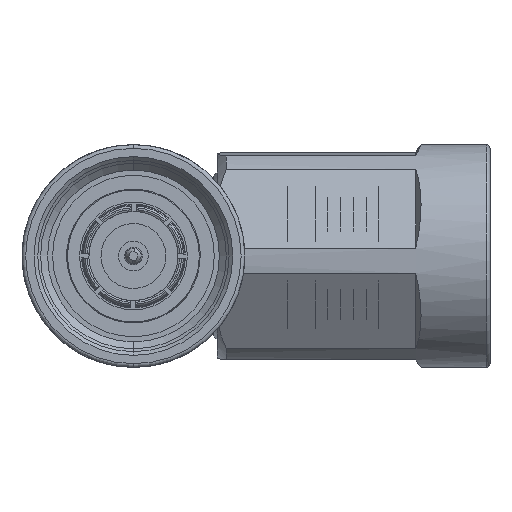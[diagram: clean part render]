
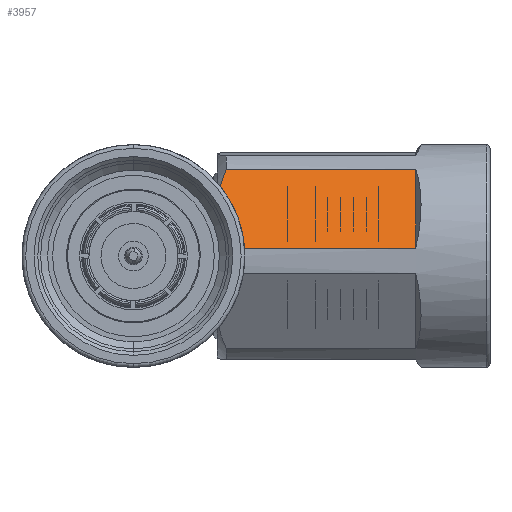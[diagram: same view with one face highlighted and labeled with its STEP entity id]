
A CAD part, left-side view. The second image highlights one B-rep face of the part: STEP entity #3957.
In plain terms, the highlighted face is planar.
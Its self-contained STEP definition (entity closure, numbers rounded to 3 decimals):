
#516 = CARTESIAN_POINT ( 'NONE',  ( 10.127, -4.235, -3.775 ) ) ;
#710 = CARTESIAN_POINT ( 'NONE',  ( 9.8, -3.77, -4.668 ) ) ;
#745 = B_SPLINE_CURVE_WITH_KNOTS ( 'NONE', 3,
 ( #5685, #9587, #11505, #8411, #516, #6537, #7541, #10711, #4451, #10581, #7471 ),
 .UNSPECIFIED., .F., .F.,
 ( 4, 1, 1, 1, 2, 2, 4 ),
 ( 0., 0.25, 0.375, 0.438, 0.469, 0.5, 1. ),
 .UNSPECIFIED. ) ;
#1068 = LINE ( 'NONE', #8227, #6545 ) ;
#1158 = CARTESIAN_POINT ( 'NONE',  ( 10.235, -5.275, -1.779 ) ) ;
#1163 = DIRECTION ( 'NONE',  ( 1., 0., 0. ) ) ;
#1355 = VECTOR ( 'NONE', #4008, 1000. ) ;
#1374 = AXIS2_PLACEMENT_3D ( 'NONE', #4168, #6072, #1163 ) ;
#1527 = EDGE_CURVE ( 'NONE', #3614, #2128, #1068, .T. ) ;
#1722 = CARTESIAN_POINT ( 'NONE',  ( -0.4, -9.499, 6.327 ) ) ;
#1847 = CARTESIAN_POINT ( 'NONE',  ( 9.8, -5.986, -0.415 ) ) ;
#2128 = VERTEX_POINT ( 'NONE', #710 ) ;
#2339 = DIRECTION ( 'NONE',  ( 1., 0., 0. ) ) ;
#2531 = ORIENTED_EDGE ( 'NONE', *, *, #12730, .T. ) ;
#2964 = CARTESIAN_POINT ( 'NONE',  ( -4.4, -5.986, -0.415 ) ) ;
#3022 = LINE ( 'NONE', #2964, #1355 ) ;
#3172 = CARTESIAN_POINT ( 'NONE',  ( 10.3, -4.878, -2.542 ) ) ;
#3297 = CARTESIAN_POINT ( 'NONE',  ( 10.188, -5.394, -1.551 ) ) ;
#3495 = CARTESIAN_POINT ( 'NONE',  ( 10.084, -5.617, -1.123 ) ) ;
#3614 = VERTEX_POINT ( 'NONE', #12101 ) ;
#3660 = EDGE_CURVE ( 'NONE', #2128, #10985, #745, .T. ) ;
#3957 = ADVANCED_FACE ( 'NONE', ( #7128 ), #8119, .F. ) ;
#4008 = DIRECTION ( 'NONE',  ( -1., 0., 0. ) ) ;
#4168 = CARTESIAN_POINT ( 'NONE',  ( -0.4, -9.499, 6.327 ) ) ;
#4451 = CARTESIAN_POINT ( 'NONE',  ( 10.255, -4.503, -3.261 ) ) ;
#5214 = CARTESIAN_POINT ( 'NONE',  ( 10.203, -5.358, -1.62 ) ) ;
#5532 = CARTESIAN_POINT ( 'NONE',  ( 10.177, -5.417, -1.506 ) ) ;
#5685 = CARTESIAN_POINT ( 'NONE',  ( 9.8, -3.77, -4.668 ) ) ;
#5767 = ORIENTED_EDGE ( 'NONE', *, *, #10740, .T. ) ;
#5991 = EDGE_LOOP ( 'NONE', ( #6462, #9555, #9043, #5767, #2531 ) ) ;
#6065 = VECTOR ( 'NONE', #12962, 1000. ) ;
#6072 = DIRECTION ( 'NONE',  ( 0., 0.887, 0.462 ) ) ;
#6462 = ORIENTED_EDGE ( 'NONE', *, *, #1527, .T. ) ;
#6537 = CARTESIAN_POINT ( 'NONE',  ( 10.144, -4.268, -3.711 ) ) ;
#6545 = VECTOR ( 'NONE', #2339, 1000. ) ;
#7128 = FACE_OUTER_BOUND ( 'NONE', #5991, .T. ) ;
#7386 = CARTESIAN_POINT ( 'NONE',  ( 9.8, -5.986, -0.415 ) ) ;
#7471 = CARTESIAN_POINT ( 'NONE',  ( 10.3, -4.878, -2.542 ) ) ;
#7541 = CARTESIAN_POINT ( 'NONE',  ( 10.155, -4.29, -3.669 ) ) ;
#8119 = PLANE ( 'NONE',  #1374 ) ;
#8227 = CARTESIAN_POINT ( 'NONE',  ( -4.4, -3.77, -4.668 ) ) ;
#8411 = CARTESIAN_POINT ( 'NONE',  ( 10.085, -4.157, -3.924 ) ) ;
#8440 = CARTESIAN_POINT ( 'NONE',  ( 10.3, -4.878, -2.542 ) ) ;
#9043 = ORIENTED_EDGE ( 'NONE', *, *, #12214, .T. ) ;
#9118 = VERTEX_POINT ( 'NONE', #9329 ) ;
#9329 = CARTESIAN_POINT ( 'NONE',  ( -0.4, -5.986, -0.415 ) ) ;
#9484 = VERTEX_POINT ( 'NONE', #1847 ) ;
#9506 = CARTESIAN_POINT ( 'NONE',  ( 10.172, -5.43, -1.481 ) ) ;
#9555 = ORIENTED_EDGE ( 'NONE', *, *, #3660, .T. ) ;
#9587 = CARTESIAN_POINT ( 'NONE',  ( 9.881, -3.863, -4.489 ) ) ;
#10221 = CARTESIAN_POINT ( 'NONE',  ( 10.3, -4.97, -2.364 ) ) ;
#10581 = CARTESIAN_POINT ( 'NONE',  ( 10.3, -4.691, -2.899 ) ) ;
#10711 = CARTESIAN_POINT ( 'NONE',  ( 10.16, -4.3, -3.65 ) ) ;
#10740 = EDGE_CURVE ( 'NONE', #9484, #9118, #3022, .T. ) ;
#10985 = VERTEX_POINT ( 'NONE', #8440 ) ;
#11050 = LINE ( 'NONE', #1722, #6065 ) ;
#11369 = B_SPLINE_CURVE_WITH_KNOTS ( 'NONE', 3,
 ( #3172, #10221, #13081, #1158, #5214, #3297, #5532, #9506, #3495, #11615, #7386 ),
 .UNSPECIFIED., .F., .F.,
 ( 4, 1, 1, 1, 2, 2, 4 ),
 ( 0., 0.25, 0.375, 0.437, 0.469, 0.5, 1. ),
 .UNSPECIFIED. ) ;
#11505 = CARTESIAN_POINT ( 'NONE',  ( 9.987, -4., -4.225 ) ) ;
#11615 = CARTESIAN_POINT ( 'NONE',  ( 9.962, -5.798, -0.775 ) ) ;
#12101 = CARTESIAN_POINT ( 'NONE',  ( -0.4, -3.77, -4.668 ) ) ;
#12214 = EDGE_CURVE ( 'NONE', #10985, #9484, #11369, .T. ) ;
#12730 = EDGE_CURVE ( 'NONE', #9118, #3614, #11050, .T. ) ;
#12962 = DIRECTION ( 'NONE',  ( 0., 0.462, -0.887 ) ) ;
#13081 = CARTESIAN_POINT ( 'NONE',  ( 10.283, -5.11, -2.095 ) ) ;
